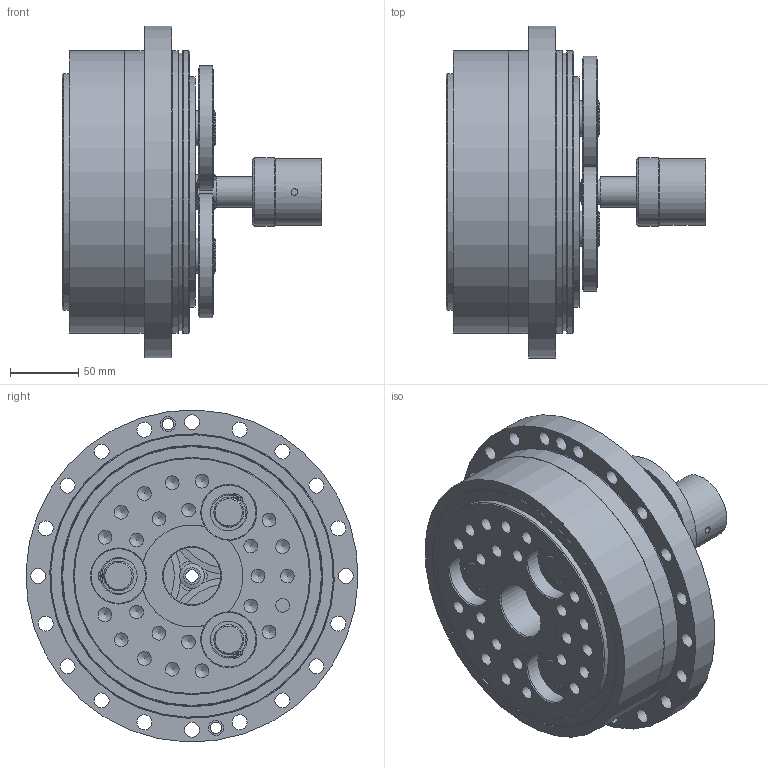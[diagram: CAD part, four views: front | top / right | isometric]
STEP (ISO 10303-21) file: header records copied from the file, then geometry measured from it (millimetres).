
FILE_DESCRIPTION(/* description */ (''),/* implementation_level */ '2;1');
FILE_NAME(/* name */ 'F4CF-UA55-241.stp',/* time_stamp */ '2023-03-16T16:30:11+09:00',/* author */ ('ik43153556'),/* organization */ (''),/* preprocessor_version */ 'ST-DEVELOPER v18.1',/* originating_system */ 'Autodesk Inventor 2021',/* authorisation */ '');
FILE_SCHEMA (('CONFIG_CONTROL_DESIGN'));
Length unit declared in the file: millimetre
Products named in the file (1): F4CF-UA55_01
Bounding box: 190.5 x 243.85 x 243.85 mm (x, y, z)
Volume: 2191553.3 mm3; surface area: 459931.9 mm2
Topology: 2 solids, 2 shells, 669 faces, 1678 edges, 1097 vertices
Faces by surface type: cylinder 267, plane 216, cone 88, torus 66, sphere 32
Full cylindrical faces by diameter (mm): 2 x18, 4.917 x1, 8.376 x2, 9 x1, 9.5 x3, 10 x6, 10.106 x24, 11 x23, 12 x6, 13.5 x6, 18 x7, 20 x6, 21 x3, 22 x6, 22.3 x1, 24.9 x6, 25.8 x6, 27 x9, 28.4 x3, 34 x6, 36 x1, 40 x11, 42 x2, 45 x6, 49 x1, 50 x1, 160 x2, 160.515 x2, 166 x1, 169 x2
Entity records: 22866 total; most frequent: CARTESIAN_POINT 5320, DIRECTION 3793, ORIENTED_EDGE 3232, AXIS2_PLACEMENT_3D 1637, EDGE_CURVE 1616, VERTEX_POINT 1161, CIRCLE 967, EDGE_LOOP 959
